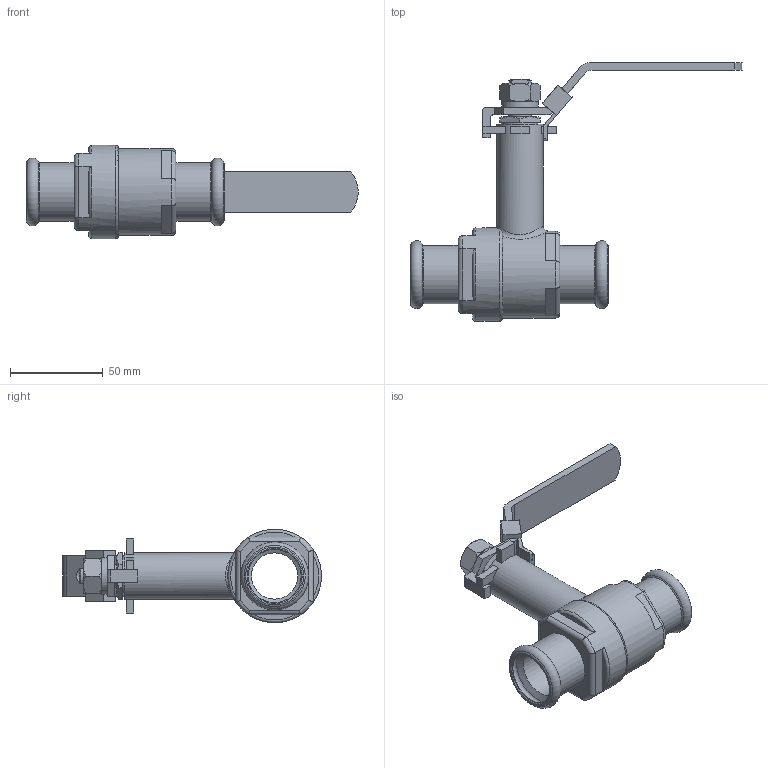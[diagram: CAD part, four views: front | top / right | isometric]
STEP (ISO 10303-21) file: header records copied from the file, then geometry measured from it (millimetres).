
FILE_DESCRIPTION(/* description */ ('Unknown'),/* implementation_level */ '2;1');
FILE_NAME(/* name */ 'R-621-SP-DN25',/* time_stamp */ '2024-05-15T13:21:09+08:00',/* author */ ('Unknown'),/* organization */ ('Unknown'),/* preprocessor_version */ 'ST-DEVELOPER v16.7',/* originating_system */ 'DEX',/* authorisation */ $);
FILE_SCHEMA (('AUTOMOTIVE_DESIGN {1 0 10303 214 3 1 1}'));
Length unit declared in the file: millimetre
Products named in the file (2): R-621-SP-DN25; V-2ASH DN25
Assembly tree (1 placements, depth 2):
  R-621-SP-DN25
    V-2ASH DN25
Bounding box: 179.35 x 139.74 x 50.47 mm (x, y, z)
Volume: 135602.3 mm3; surface area: 42424.3 mm2
Topology: 1 solids, 1 shells, 207 faces, 556 edges, 354 vertices
Faces by surface type: plane 109, cylinder 47, cone 28, torus 21, bspline 2
Full cylindrical faces by diameter (mm): 2 x1, 8 x1, 12 x1, 12.5 x1, 20 x1, 25 x2, 28.7 x2, 31.5 x2, 47 x1, 50.5 x1
Entity records: 6966 total; most frequent: CARTESIAN_POINT 1945, ORIENTED_EDGE 1032, DIRECTION 999, EDGE_CURVE 516, AXIS2_PLACEMENT_3D 358, VERTEX_POINT 344, LINE 283, VECTOR 283
